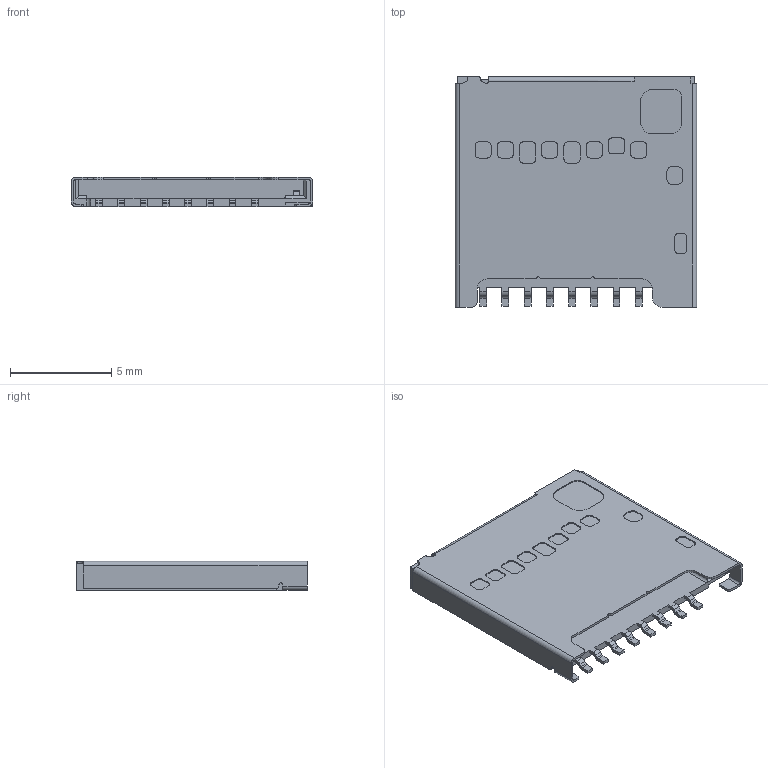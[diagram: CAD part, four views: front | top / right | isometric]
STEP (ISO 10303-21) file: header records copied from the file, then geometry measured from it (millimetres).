
FILE_DESCRIPTION(('STEP AP242'),'1');
FILE_NAME('104031-0811.stp','2020-11-19T19:42:39',('TraceParts'),('TraceParts S.A.'),'Spatial InterOp 3D',' ',' ');
FILE_SCHEMA(('AP242_MANAGED_MODEL_BASED_3D_ENGINEERING_MIM_LF {1 0 10303 442 1 1 4}'));
Length unit declared in the file: millimetre
Products named in the file (1): 104031-0811_1
Bounding box: 11.95 x 11.4 x 1.45 mm (x, y, z)
Volume: 146.8 mm3; surface area: 379.8 mm2
Topology: 1 solids, 1 shells, 414 faces, 1242 edges, 898 vertices
Faces by surface type: plane 269, cylinder 145
Entity records: 13949 total; most frequent: CARTESIAN_POINT 2463, ORIENTED_EDGE 2372, DIRECTION 2368, EDGE_CURVE 1186, LINE 940, VECTOR 940, VERTEX_POINT 786, AXIS2_PLACEMENT_3D 714
